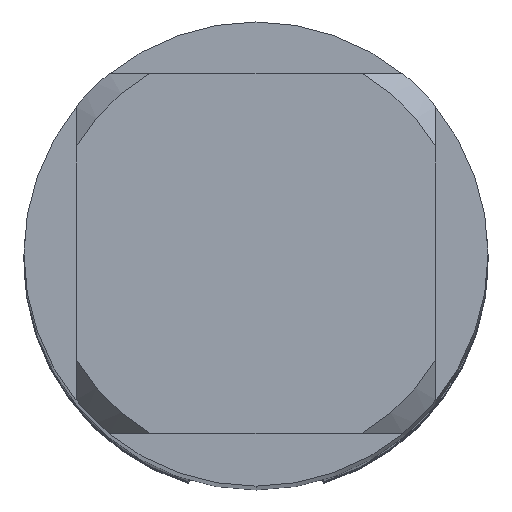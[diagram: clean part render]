
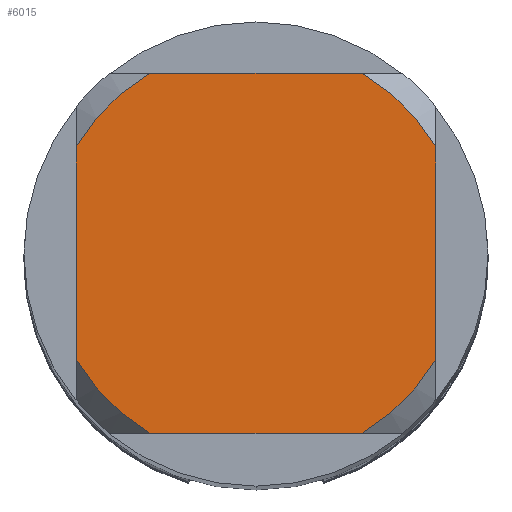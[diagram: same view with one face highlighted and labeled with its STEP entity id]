
A CAD part, top view. The second image highlights one B-rep face of the part: STEP entity #6015.
In plain terms, the highlighted planar face has unit normal (0, 0, 1).
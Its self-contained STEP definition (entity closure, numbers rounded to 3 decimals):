
#2389=EDGE_CURVE('',#4083,#3117,#6853,.T.);
#2543=EDGE_CURVE('',#3043,#3301,#7021,.T.);
#3043=VERTEX_POINT('',#7573);
#3117=VERTEX_POINT('',#7653);
#3301=VERTEX_POINT('',#7856);
#3463=VERTEX_POINT('',#8026);
#3891=EDGE_CURVE('',#3043,#4235,#8492,.T.);
#4029=EDGE_CURVE('',#4155,#4235,#8640,.T.);
#4083=VERTEX_POINT('',#8699);
#4155=VERTEX_POINT('',#8776);
#4235=VERTEX_POINT('',#8864);
#4305=EDGE_CURVE('',#4389,#3463,#8938,.T.);
#4389=VERTEX_POINT('',#9032);
#5079=EDGE_CURVE('',#4389,#3301,#9785,.T.);
#5947=EDGE_CURVE('',#4083,#3463,#10728,.T.);
#6015=ADVANCED_FACE('',(#10802),#10803,.T.);
#6541=EDGE_CURVE('',#4155,#3117,#11382,.T.);
#6853=LINE('',#11801,#11802);
#7021=LINE('',#12091,#12092);
#7573=CARTESIAN_POINT('',(1.83,3.1,0.0));
#7653=CARTESIAN_POINT('',(1.83,-3.1,0.0));
#7856=CARTESIAN_POINT('',(-1.83,3.1,0.0));
#8026=CARTESIAN_POINT('',(-3.1,-1.83,0.0));
#8492=CIRCLE('',#14814,3.6);
#8640=LINE('',#15115,#15116);
#8699=CARTESIAN_POINT('',(-1.83,-3.1,0.0));
#8776=CARTESIAN_POINT('',(3.1,-1.83,0.0));
#8864=CARTESIAN_POINT('',(3.1,1.83,0.0));
#8938=LINE('',#15650,#15651);
#9032=CARTESIAN_POINT('',(-3.1,1.83,0.0));
#9785=CIRCLE('',#17206,3.6);
#10728=CIRCLE('',#18777,3.6);
#10802=FACE_OUTER_BOUND('',#18889,.T.);
#10803=PLANE('',#18890);
#11382=CIRCLE('',#19866,3.6);
#11801=CARTESIAN_POINT('',(0.0,-3.1,0.0));
#11802=VECTOR('',#20294,1.0);
#12091=CARTESIAN_POINT('',(0.0,3.1,0.0));
#12092=VECTOR('',#20473,1.0);
#14814=AXIS2_PLACEMENT_3D('',#22178,#22179,#22180);
#15115=CARTESIAN_POINT('',(3.1,0.9,0.0));
#15116=VECTOR('',#22318,1.0);
#15650=CARTESIAN_POINT('',(-3.1,0.9,0.0));
#15651=VECTOR('',#22755,1.0);
#17206=AXIS2_PLACEMENT_3D('',#23811,#23812,#23813);
#18777=AXIS2_PLACEMENT_3D('',#24757,#24758,#24759);
#18889=EDGE_LOOP('',(#24839,#24840,#24841,#24842,#24843,#24844,#24845,#24846));
#18890=AXIS2_PLACEMENT_3D('',#24847,#24848,#24849);
#19866=AXIS2_PLACEMENT_3D('',#25513,#25514,#25515);
#20294=DIRECTION('',(1.0,0.0,0.0));
#20473=DIRECTION('',(-1.0,0.0,0.0));
#22178=CARTESIAN_POINT('',(0.0,0.0,0.0));
#22179=DIRECTION('',(0.0,0.0,-1.0));
#22180=DIRECTION('',(0.0,1.0,0.0));
#22318=DIRECTION('',(-0.0,1.0,0.0));
#22755=DIRECTION('',(-0.0,-1.0,0.0));
#23811=CARTESIAN_POINT('',(0.0,0.0,0.0));
#23812=DIRECTION('',(0.0,0.0,-1.0));
#23813=DIRECTION('',(0.0,1.0,0.0));
#24757=CARTESIAN_POINT('',(0.0,0.0,0.0));
#24758=DIRECTION('',(0.0,0.0,-1.0));
#24759=DIRECTION('',(0.0,1.0,0.0));
#24839=ORIENTED_EDGE('',*,*,#4305,.T.);
#24840=ORIENTED_EDGE('',*,*,#5947,.F.);
#24841=ORIENTED_EDGE('',*,*,#2389,.T.);
#24842=ORIENTED_EDGE('',*,*,#6541,.F.);
#24843=ORIENTED_EDGE('',*,*,#4029,.T.);
#24844=ORIENTED_EDGE('',*,*,#3891,.F.);
#24845=ORIENTED_EDGE('',*,*,#2543,.T.);
#24846=ORIENTED_EDGE('',*,*,#5079,.F.);
#24847=CARTESIAN_POINT('',(0.0,1.8,0.0));
#24848=DIRECTION('',(-0.0,0.0,1.0));
#24849=DIRECTION('',(0.0,-1.0,0.0));
#25513=CARTESIAN_POINT('',(0.0,0.0,0.0));
#25514=DIRECTION('',(0.0,0.0,-1.0));
#25515=DIRECTION('',(0.0,1.0,0.0));
